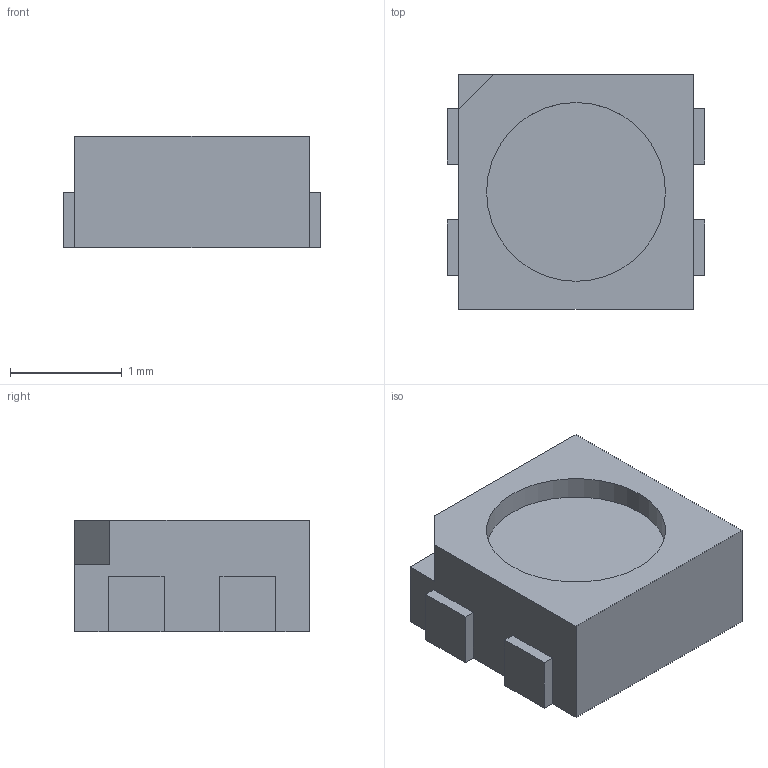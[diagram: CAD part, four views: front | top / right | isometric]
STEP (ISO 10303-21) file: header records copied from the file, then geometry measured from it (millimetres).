
FILE_DESCRIPTION(/* description */ (''),/* implementation_level */ '2;1');
FILE_NAME(/* name */ 'TX1812Z 2020 v1.step',/* time_stamp */ '2021-07-15T21:24:32-04:00',/* author */ (''),/* organization */ (''),/* preprocessor_version */ 'ST-DEVELOPER v18.1',/* originating_system */ 'Autodesk Translation Framework v10.9.0.1377',/* authorisation */ '');
FILE_SCHEMA (('AUTOMOTIVE_DESIGN { 1 0 10303 214 3 1 1 }'));
Length unit declared in the file: millimetre
Products named in the file (1): TX1812Z 2020
Bounding box: 2.3 x 2.1 x 1 mm (x, y, z)
Volume: 4.1 mm3; surface area: 22.2 mm2
Topology: 5 solids, 5 shells, 50 faces, 117 edges, 78 vertices
Faces by surface type: plane 49, cylinder 1
Full cylindrical faces by diameter (mm): 1.6 x1
Entity records: 1446 total; most frequent: CARTESIAN_POINT 246, ORIENTED_EDGE 234, DIRECTION 221, EDGE_CURVE 117, LINE 115, VECTOR 115, VERTEX_POINT 78, AXIS2_PLACEMENT_3D 53
